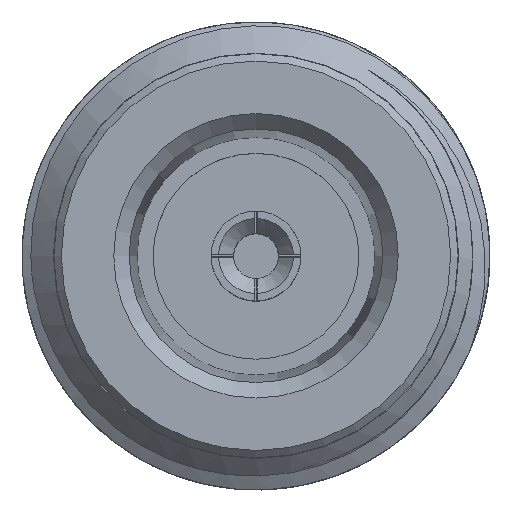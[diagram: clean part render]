
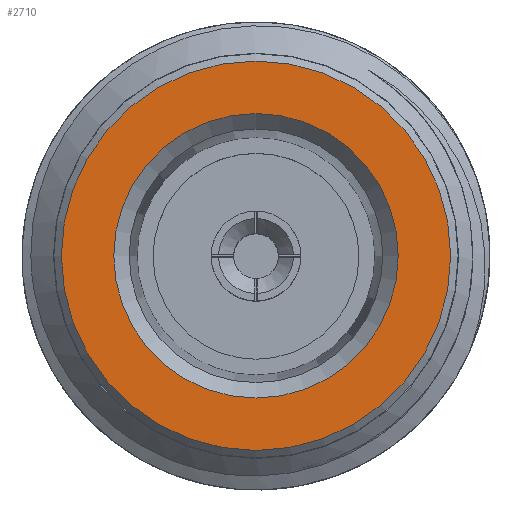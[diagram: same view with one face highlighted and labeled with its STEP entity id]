
A CAD part, top view. The second image highlights one B-rep face of the part: STEP entity #2710.
In plain terms, the highlighted planar face has unit normal (0, 0, 1).
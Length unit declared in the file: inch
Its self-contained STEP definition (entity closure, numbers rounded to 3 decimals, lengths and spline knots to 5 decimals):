
#71 = CIRCLE ( 'NONE', #3416, 0.26 ) ;
#191 = CARTESIAN_POINT ( 'NONE',  ( -0.26, 0., 0. ) ) ;
#414 = CARTESIAN_POINT ( 'NONE',  ( 0.19, 0., 0. ) ) ;
#453 = PLANE ( 'NONE',  #2692 ) ;
#524 = DIRECTION ( 'NONE',  ( 0., 0., -1. ) ) ;
#602 = EDGE_CURVE ( 'NONE', #3325, #3325, #71, .T. ) ;
#737 = CIRCLE ( 'NONE', #1757, 0.19 ) ;
#756 = CARTESIAN_POINT ( 'NONE',  ( 0., 0., 0. ) ) ;
#931 = ORIENTED_EDGE ( 'NONE', *, *, #602, .F. ) ;
#1115 = DIRECTION ( 'NONE',  ( 1., 0., 0. ) ) ;
#1177 = EDGE_LOOP ( 'NONE', ( #931 ) ) ;
#1190 = EDGE_LOOP ( 'NONE', ( #1356 ) ) ;
#1292 = DIRECTION ( 'NONE',  ( 0., 0., -1. ) ) ;
#1356 = ORIENTED_EDGE ( 'NONE', *, *, #2027, .T. ) ;
#1757 = AXIS2_PLACEMENT_3D ( 'NONE', #2156, #524, #1115 ) ;
#1806 = DIRECTION ( 'NONE',  ( 1., 0., 0. ) ) ;
#1930 = FACE_BOUND ( 'NONE', #1190, .T. ) ;
#2027 = EDGE_CURVE ( 'NONE', #3446, #3446, #737, .T. ) ;
#2156 = CARTESIAN_POINT ( 'NONE',  ( 0., 0., 0. ) ) ;
#2557 = FACE_OUTER_BOUND ( 'NONE', #1177, .T. ) ;
#2682 = DIRECTION ( 'NONE',  ( -1., 0., 0. ) ) ;
#2692 = AXIS2_PLACEMENT_3D ( 'NONE', #756, #3469, #1806 ) ;
#2710 = ADVANCED_FACE ( 'NONE', ( #1930, #2557 ), #453, .T. ) ;
#3325 = VERTEX_POINT ( 'NONE', #191 ) ;
#3416 = AXIS2_PLACEMENT_3D ( 'NONE', #3471, #1292, #2682 ) ;
#3446 = VERTEX_POINT ( 'NONE', #414 ) ;
#3469 = DIRECTION ( 'NONE',  ( 0., 0., 1. ) ) ;
#3471 = CARTESIAN_POINT ( 'NONE',  ( 0., 0., 0. ) ) ;
